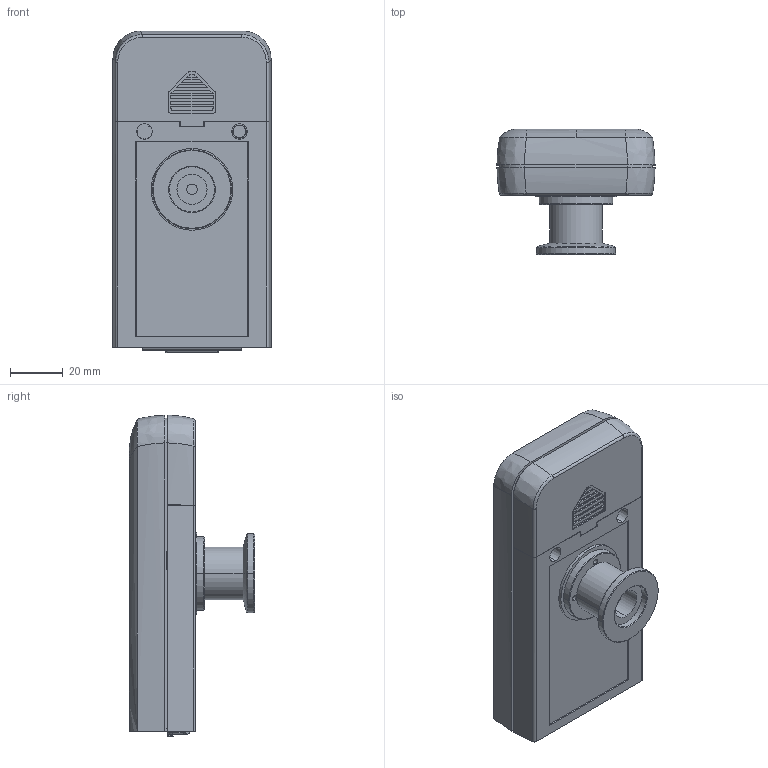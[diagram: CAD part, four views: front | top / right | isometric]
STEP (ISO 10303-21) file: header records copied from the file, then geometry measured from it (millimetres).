
FILE_DESCRIPTION (( 'STEP AP203' ), '1' );
FILE_NAME ('vd81.STEP', '2012-03-30T08:49:57', ( '' ), ( '' ), 'SwSTEP 2.0', 'SolidWorks 2012', '' );
FILE_SCHEMA (( 'CONFIG_CONTROL_DESIGN' ));
Length unit declared in the file: millimetre
Products named in the file (1): vd81
Bounding box: 59.99 x 47.5 x 121.99 mm (x, y, z)
Surface area: 36490.2 mm2 (no closed solid volume)
Topology: 0 solids, 10 shells, 256 faces, 924 edges, 680 vertices
Faces by surface type: plane 134, cylinder 72, bspline 20, cone 18, torus 10, sphere 2
Entity records: 10713 total; most frequent: CARTESIAN_POINT 3158, ORIENTED_EDGE 1454, DIRECTION 1450, EDGE_CURVE 922, VERTEX_POINT 680, LINE 622, VECTOR 622, AXIS2_PLACEMENT_3D 414
